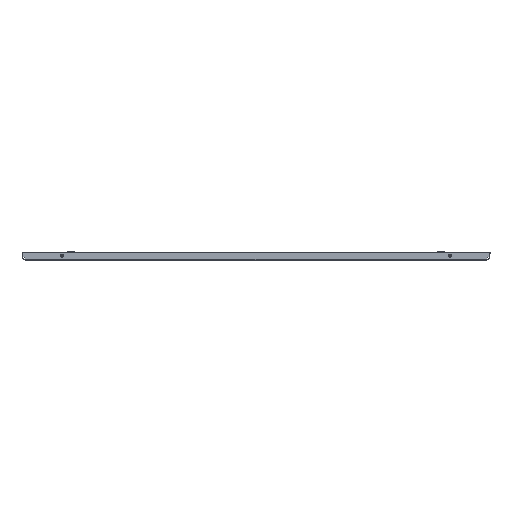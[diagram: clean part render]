
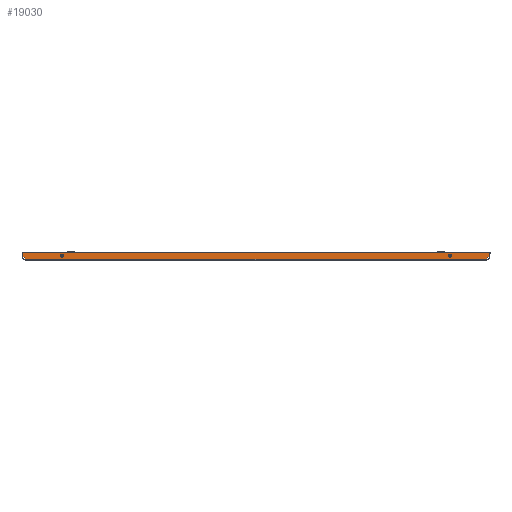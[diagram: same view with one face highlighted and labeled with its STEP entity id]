
A CAD part, front view. The second image highlights one B-rep face of the part: STEP entity #19030.
In plain terms, the highlighted planar face has unit normal (0, -1, 0).
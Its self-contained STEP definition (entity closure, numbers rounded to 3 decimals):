
#2250 = FACE_BOUND ( 'NONE', #3748, .T. ) ;
#2365 = FACE_OUTER_BOUND ( 'NONE', #3399, .T. ) ;
#2387 = FACE_BOUND ( 'NONE', #21615, .T. ) ;
#2442 = CIRCLE ( 'NONE', #15140, 4. ) ;
#2899 = CIRCLE ( 'NONE', #15105, 4. ) ;
#3118 = VECTOR ( 'NONE', #32740, 1000. ) ;
#3120 = LINE ( 'NONE', #32094, #3118 ) ;
#3128 = CIRCLE ( 'NONE', #15126, 4. ) ;
#3132 = LINE ( 'NONE', #33192, #3202 ) ;
#3200 = LINE ( 'NONE', #33161, #3244 ) ;
#3202 = VECTOR ( 'NONE', #32196, 1000. ) ;
#3213 = LINE ( 'NONE', #32505, #3241 ) ;
#3224 = VECTOR ( 'NONE', #32357, 1000. ) ;
#3229 = VECTOR ( 'NONE', #32073, 1000. ) ;
#3231 = LINE ( 'NONE', #32257, #3224 ) ;
#3235 = LINE ( 'NONE', #32543, #3229 ) ;
#3241 = VECTOR ( 'NONE', #32499, 1000. ) ;
#3244 = VECTOR ( 'NONE', #33109, 1000. ) ;
#3246 = CIRCLE ( 'NONE', #15125, 4. ) ;
#3399 = EDGE_LOOP ( 'NONE', ( #16960, #16917, #16906, #16800, #16635, #16525 ) ) ;
#3748 = EDGE_LOOP ( 'NONE', ( #16382, #11809 ) ) ;
#4204 = VERTEX_POINT ( 'NONE', #14350 ) ;
#4207 = VERTEX_POINT ( 'NONE', #14953 ) ;
#4215 = VERTEX_POINT ( 'NONE', #13988 ) ;
#4217 = VERTEX_POINT ( 'NONE', #14743 ) ;
#4226 = VERTEX_POINT ( 'NONE', #14002 ) ;
#4228 = VERTEX_POINT ( 'NONE', #14536 ) ;
#4232 = VERTEX_POINT ( 'NONE', #14064 ) ;
#4255 = VERTEX_POINT ( 'NONE', #14766 ) ;
#4262 = VERTEX_POINT ( 'NONE', #14752 ) ;
#4296 = VERTEX_POINT ( 'NONE', #14394 ) ;
#8445 = PLANE ( 'NONE',  #31746 ) ;
#8446 = DIRECTION ( 'NONE',  ( 0., 0., 1. ) ) ;
#8447 = DIRECTION ( 'NONE',  ( 0., 1., 0. ) ) ;
#9043 = CARTESIAN_POINT ( 'NONE',  ( -595.5, -677.5, 20. ) ) ;
#11809 = ORIENTED_EDGE ( 'NONE', *, *, #24072, .F. ) ;
#13988 = CARTESIAN_POINT ( 'NONE',  ( 495.5, -677.5, 7. ) ) ;
#14002 = CARTESIAN_POINT ( 'NONE',  ( -495.5, -677.5, 15. ) ) ;
#14064 = CARTESIAN_POINT ( 'NONE',  ( -595.4, -677.5, 20. ) ) ;
#14350 = CARTESIAN_POINT ( 'NONE',  ( 495.5, -677.5, 15. ) ) ;
#14394 = CARTESIAN_POINT ( 'NONE',  ( 588.016, -677.5, 1.51 ) ) ;
#14536 = CARTESIAN_POINT ( 'NONE',  ( 595.4, -677.5, 8.9 ) ) ;
#14743 = CARTESIAN_POINT ( 'NONE',  ( 595.4, -677.5, 20. ) ) ;
#14752 = CARTESIAN_POINT ( 'NONE',  ( -495.5, -677.5, 7. ) ) ;
#14766 = CARTESIAN_POINT ( 'NONE',  ( -595.4, -677.5, 8.9 ) ) ;
#14953 = CARTESIAN_POINT ( 'NONE',  ( -588.016, -677.5, 1.51 ) ) ;
#15105 = AXIS2_PLACEMENT_3D ( 'NONE', #32828, #32840, #32837 ) ;
#15125 = AXIS2_PLACEMENT_3D ( 'NONE', #33190, #32240, #32098 ) ;
#15126 = AXIS2_PLACEMENT_3D ( 'NONE', #33185, #33186, #32429 ) ;
#15140 = AXIS2_PLACEMENT_3D ( 'NONE', #32751, #32753, #32742 ) ;
#16382 = ORIENTED_EDGE ( 'NONE', *, *, #23160, .F. ) ;
#16525 = ORIENTED_EDGE ( 'NONE', *, *, #24040, .T. ) ;
#16538 = ORIENTED_EDGE ( 'NONE', *, *, #24079, .T. ) ;
#16564 = ORIENTED_EDGE ( 'NONE', *, *, #23982, .T. ) ;
#16635 = ORIENTED_EDGE ( 'NONE', *, *, #24092, .T. ) ;
#16800 = ORIENTED_EDGE ( 'NONE', *, *, #24073, .F. ) ;
#16906 = ORIENTED_EDGE ( 'NONE', *, *, #24090, .F. ) ;
#16917 = ORIENTED_EDGE ( 'NONE', *, *, #24082, .T. ) ;
#16960 = ORIENTED_EDGE ( 'NONE', *, *, #24077, .F. ) ;
#19030 = ADVANCED_FACE ( 'NONE', ( #2365, #2387, #2250 ), #8445, .F. ) ;
#21615 = EDGE_LOOP ( 'NONE', ( #16538, #16564 ) ) ;
#23160 = EDGE_CURVE ( 'NONE', #4226, #4262, #2442, .T. ) ;
#23982 = EDGE_CURVE ( 'NONE', #4215, #4204, #2899, .T. ) ;
#24040 = EDGE_CURVE ( 'NONE', #4217, #4232, #3213, .T. ) ;
#24072 = EDGE_CURVE ( 'NONE', #4262, #4226, #3128, .T. ) ;
#24073 = EDGE_CURVE ( 'NONE', #4228, #4296, #3235, .T. ) ;
#24077 = EDGE_CURVE ( 'NONE', #4255, #4232, #3200, .T. ) ;
#24079 = EDGE_CURVE ( 'NONE', #4204, #4215, #3246, .T. ) ;
#24082 = EDGE_CURVE ( 'NONE', #4255, #4207, #3120, .T. ) ;
#24090 = EDGE_CURVE ( 'NONE', #4296, #4207, #3231, .T. ) ;
#24092 = EDGE_CURVE ( 'NONE', #4228, #4217, #3132, .T. ) ;
#31746 = AXIS2_PLACEMENT_3D ( 'NONE', #9043, #8447, #8446 ) ;
#32073 = DIRECTION ( 'NONE',  ( -0.707, 0., -0.707 ) ) ;
#32094 = CARTESIAN_POINT ( 'NONE',  ( -601., -677.5, 14.504 ) ) ;
#32098 = DIRECTION ( 'NONE',  ( 0., 0., 1. ) ) ;
#32196 = DIRECTION ( 'NONE',  ( 0., 0., 1. ) ) ;
#32240 = DIRECTION ( 'NONE',  ( 0., 1., 0. ) ) ;
#32257 = CARTESIAN_POINT ( 'NONE',  ( -595.5, -677.5, 1.51 ) ) ;
#32357 = DIRECTION ( 'NONE',  ( -1., 0., 0. ) ) ;
#32429 = DIRECTION ( 'NONE',  ( 0., 0., 1. ) ) ;
#32499 = DIRECTION ( 'NONE',  ( -1., 0., 0. ) ) ;
#32505 = CARTESIAN_POINT ( 'NONE',  ( -595.5, -677.5, 20. ) ) ;
#32543 = CARTESIAN_POINT ( 'NONE',  ( 5.953, -677.5, -580.996 ) ) ;
#32740 = DIRECTION ( 'NONE',  ( 0.707, 0., -0.707 ) ) ;
#32742 = DIRECTION ( 'NONE',  ( 0., 0., 1. ) ) ;
#32751 = CARTESIAN_POINT ( 'NONE',  ( -495.5, -677.5, 11. ) ) ;
#32753 = DIRECTION ( 'NONE',  ( 0., -1., 0. ) ) ;
#32828 = CARTESIAN_POINT ( 'NONE',  ( 495.5, -677.5, 11. ) ) ;
#32837 = DIRECTION ( 'NONE',  ( 0., 0., 1. ) ) ;
#32840 = DIRECTION ( 'NONE',  ( 0., 1., 0. ) ) ;
#33109 = DIRECTION ( 'NONE',  ( 0., 0., 1. ) ) ;
#33161 = CARTESIAN_POINT ( 'NONE',  ( -595.4, -677.5, 1.51 ) ) ;
#33185 = CARTESIAN_POINT ( 'NONE',  ( -495.5, -677.5, 11. ) ) ;
#33186 = DIRECTION ( 'NONE',  ( 0., -1., 0. ) ) ;
#33190 = CARTESIAN_POINT ( 'NONE',  ( 495.5, -677.5, 11. ) ) ;
#33192 = CARTESIAN_POINT ( 'NONE',  ( 595.4, -677.5, 1.51 ) ) ;
